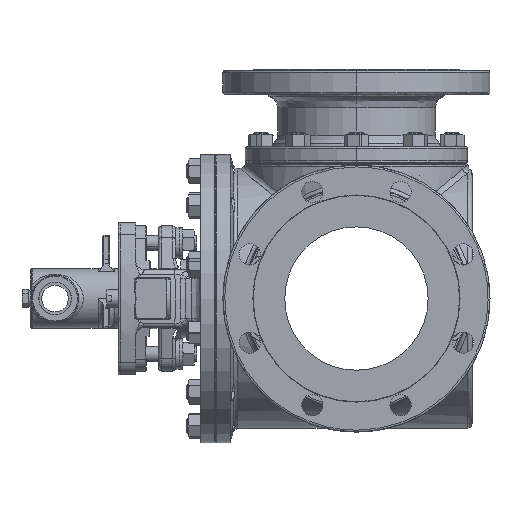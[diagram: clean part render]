
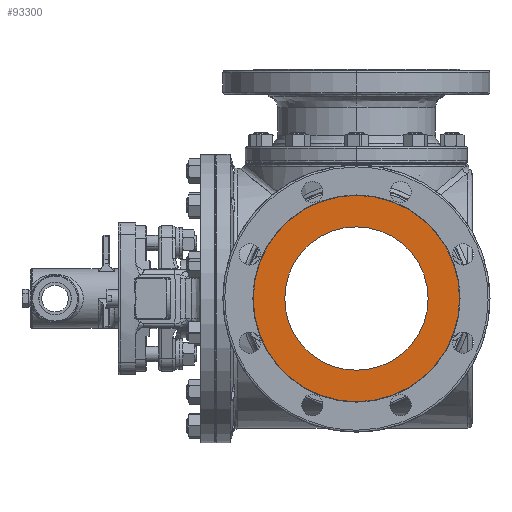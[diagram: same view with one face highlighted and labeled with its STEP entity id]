
A CAD part, left-side view. The second image highlights one B-rep face of the part: STEP entity #93300.
In plain terms, the highlighted planar face has unit normal (-1, 0, 0).
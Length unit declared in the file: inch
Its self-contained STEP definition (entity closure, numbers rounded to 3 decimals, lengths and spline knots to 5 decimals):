
#1051 = CARTESIAN_POINT ( 'NONE',  ( -1.94564, 6.71736, 6.3928 ) ) ;
#2068 = AXIS2_PLACEMENT_3D ( 'NONE', #113271, #15721, #104494 ) ;
#4058 = CIRCLE ( 'NONE', #24636, 2.95276 ) ;
#4656 = VERTEX_POINT ( 'NONE', #33396 ) ;
#5507 = EDGE_CURVE ( 'NONE', #70435, #4656, #58348, .T. ) ;
#8739 = CIRCLE ( 'NONE', #46322, 4.25 ) ;
#11587 = CARTESIAN_POINT ( 'NONE',  ( -1.94564, 6.71736, 6.3928 ) ) ;
#15721 = DIRECTION ( 'NONE',  ( -1., 0., 0. ) ) ;
#18584 = EDGE_CURVE ( 'NONE', #4656, #70435, #4058, .T. ) ;
#24636 = AXIS2_PLACEMENT_3D ( 'NONE', #1051, #98584, #70401 ) ;
#32358 = CARTESIAN_POINT ( 'NONE',  ( -1.94564, 6.71736, 6.3928 ) ) ;
#33396 = CARTESIAN_POINT ( 'NONE',  ( -1.94564, 6.71736, 3.44005 ) ) ;
#35898 = CARTESIAN_POINT ( 'NONE',  ( -1.94564, 10.96736, 6.3928 ) ) ;
#41560 = CARTESIAN_POINT ( 'NONE',  ( -1.94564, 6.71736, 6.3928 ) ) ;
#41627 = PLANE ( 'NONE',  #2068 ) ;
#43860 = DIRECTION ( 'NONE',  ( 0., -1., 0. ) ) ;
#46322 = AXIS2_PLACEMENT_3D ( 'NONE', #41560, #77378, #43860 ) ;
#56303 = DIRECTION ( 'NONE',  ( 1., 0., 0. ) ) ;
#56653 = EDGE_CURVE ( 'NONE', #60065, #64535, #8739, .T. ) ;
#58348 = CIRCLE ( 'NONE', #71485, 2.95276 ) ;
#60065 = VERTEX_POINT ( 'NONE', #35898 ) ;
#60407 = FACE_BOUND ( 'NONE', #95211, .T. ) ;
#62985 = ORIENTED_EDGE ( 'NONE', *, *, #18584, .T. ) ;
#64492 = DIRECTION ( 'NONE',  ( 0., 0., 1. ) ) ;
#64535 = VERTEX_POINT ( 'NONE', #67618 ) ;
#66747 = ORIENTED_EDGE ( 'NONE', *, *, #5507, .T. ) ;
#67397 = ORIENTED_EDGE ( 'NONE', *, *, #56653, .T. ) ;
#67618 = CARTESIAN_POINT ( 'NONE',  ( -1.94564, 2.46736, 6.3928 ) ) ;
#68608 = FACE_OUTER_BOUND ( 'NONE', #96981, .T. ) ;
#70401 = DIRECTION ( 'NONE',  ( 0., 0., 1. ) ) ;
#70435 = VERTEX_POINT ( 'NONE', #82685 ) ;
#71485 = AXIS2_PLACEMENT_3D ( 'NONE', #11587, #56303, #64492 ) ;
#77378 = DIRECTION ( 'NONE',  ( -1., 0., 0. ) ) ;
#79414 = CIRCLE ( 'NONE', #96316, 4.25 ) ;
#82685 = CARTESIAN_POINT ( 'NONE',  ( -1.94564, 6.71736, 9.34556 ) ) ;
#85886 = EDGE_CURVE ( 'NONE', #64535, #60065, #79414, .T. ) ;
#87034 = DIRECTION ( 'NONE',  ( -1., 0., 0. ) ) ;
#93300 = ADVANCED_FACE ( 'NONE', ( #60407, #68608 ), #41627, .T. ) ;
#95211 = EDGE_LOOP ( 'NONE', ( #66747, #62985 ) ) ;
#96316 = AXIS2_PLACEMENT_3D ( 'NONE', #32358, #87034, #114045 ) ;
#96981 = EDGE_LOOP ( 'NONE', ( #110869, #67397 ) ) ;
#98584 = DIRECTION ( 'NONE',  ( 1., 0., 0. ) ) ;
#104494 = DIRECTION ( 'NONE',  ( 0., 0., 1. ) ) ;
#110869 = ORIENTED_EDGE ( 'NONE', *, *, #85886, .T. ) ;
#113271 = CARTESIAN_POINT ( 'NONE',  ( -1.94564, 9.67011, 6.3928 ) ) ;
#114045 = DIRECTION ( 'NONE',  ( 0., -1., 0. ) ) ;
